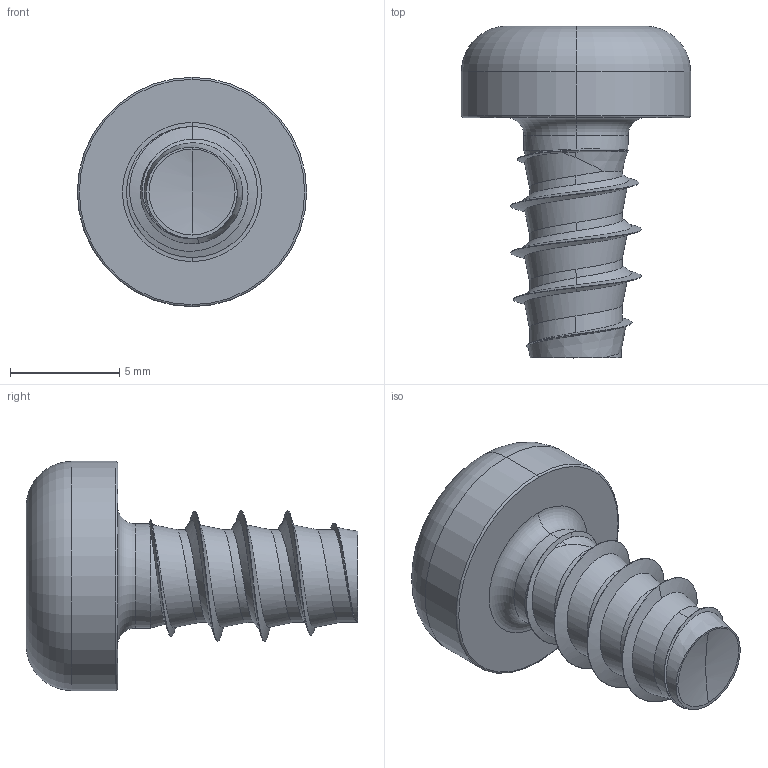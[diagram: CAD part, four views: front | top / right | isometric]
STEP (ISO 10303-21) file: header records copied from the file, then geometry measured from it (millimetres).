
FILE_DESCRIPTION (( 'STEP AP203' ), '1' );
FILE_NAME ('STP390600110.STEP', '2017-08-15T19:58:13', ( '' ), ( '' ), 'SwSTEP 2.0', 'SolidWorks 2015', '' );
FILE_SCHEMA (( 'CONFIG_CONTROL_DESIGN' ));
Length unit declared in the file: millimetre
Products named in the file (1): STP390600110
Bounding box: 10.5 x 15.19 x 10.5 mm (x, y, z)
Volume: 465.7 mm3; surface area: 534 mm2
Topology: 1 solids, 1 shells, 90 faces, 218 edges, 130 vertices
Faces by surface type: bspline 35, cylinder 33, cone 10, torus 6, sphere 4, plane 2
Entity records: 12635 total; most frequent: CARTESIAN_POINT 10788, ORIENTED_EDGE 432, DIRECTION 279, EDGE_CURVE 216, VERTEX_POINT 130, AXIS2_PLACEMENT_3D 116, B_SPLINE_CURVE_WITH_KNOTS 100, EDGE_LOOP 92
